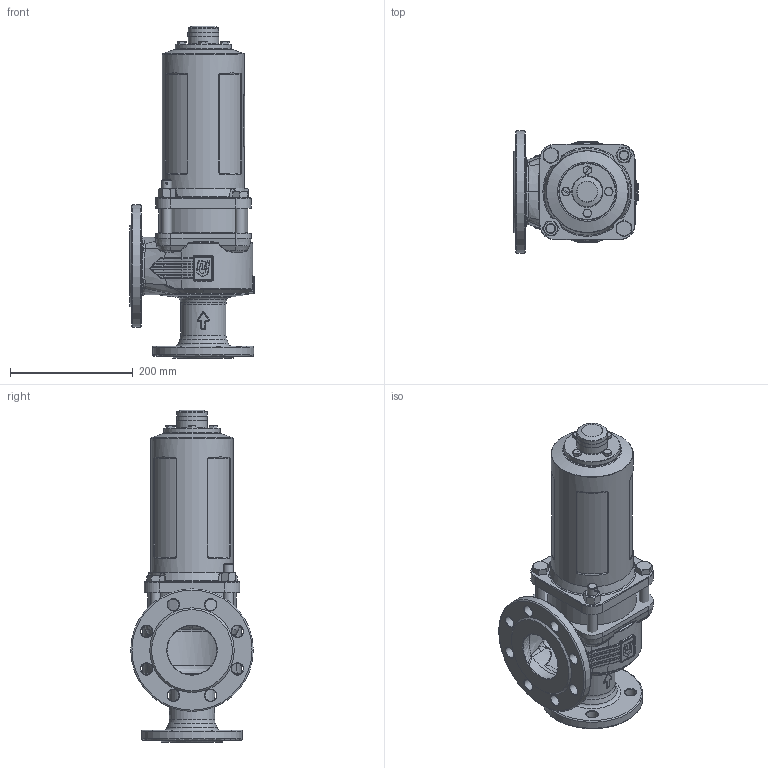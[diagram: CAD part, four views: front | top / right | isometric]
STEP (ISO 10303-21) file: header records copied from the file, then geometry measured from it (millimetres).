
FILE_DESCRIPTION(('HOOPS Exchange Step'),'2;1');
FILE_NAME('SF0602_DN50_50-80.stp','2025-06-27T13:22:50+02:00',('nieru'),('Unknown organisation'),'HOOPS Exchange 2024.2','HOOPS Exchange','Unknown authorisation');
FILE_SCHEMA( ('AP203_CONFIGURATION_CONTROLLED_3D_DESIGN_OF_MECHANICAL_PARTS_AND_ASSEMBLIES_MIM_LF') );
Length unit declared in the file: millimetre
Products named in the file (2): 0; root
Assembly tree (1 placements, depth 2):
  root
    0
Bounding box: 203.1 x 200 x 542 mm (x, y, z)
Volume: 6249180.9 mm3; surface area: 559232.4 mm2
Topology: 16 solids, 16 shells, 1406 faces, 3431 edges, 2050 vertices
Faces by surface type: bspline 574, cylinder 294, plane 264, torus 152, cone 115, sphere 7
Full cylindrical faces by diameter (mm): 2 x2, 3 x1, 11.6 x4, 13.835 x2, 16 x6, 19 x12, 47.8 x1, 50 x3, 52.772 x1, 53 x1, 72.267 x1, 74 x1, 92 x1, 120 x1, 134 x1, 140 x1, 145 x2, 165 x1, 200 x1
Entity records: 99361 total; most frequent: CARTESIAN_POINT 70865, ORIENTED_EDGE 6748, DIRECTION 4565, EDGE_CURVE 3374, VERTEX_POINT 2050, AXIS2_PLACEMENT_3D 1859, EDGE_LOOP 1494, FACE_BOUND 1494
